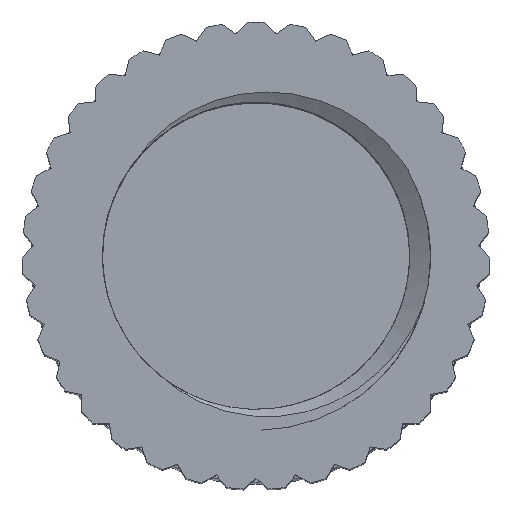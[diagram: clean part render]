
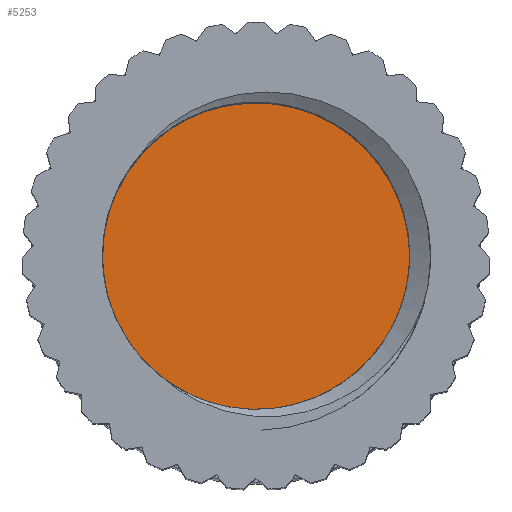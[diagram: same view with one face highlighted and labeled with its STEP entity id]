
A CAD part, top view. The second image highlights one B-rep face of the part: STEP entity #5253.
In plain terms, the highlighted planar face has unit normal (0, 0, 1).
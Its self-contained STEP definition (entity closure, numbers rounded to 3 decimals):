
#265 = EDGE_LOOP ( 'NONE', ( #2132, #1045 ) ) ;
#268 = PLANE ( 'NONE',  #5285 ) ;
#1045 = ORIENTED_EDGE ( 'NONE', *, *, #2439, .T. ) ;
#1288 = DIRECTION ( 'NONE',  ( 0., 0., 1. ) ) ;
#1379 = CIRCLE ( 'NONE', #3681, 3.175 ) ;
#1729 = CIRCLE ( 'NONE', #2670, 3.175 ) ;
#1847 = DIRECTION ( 'NONE',  ( 1., 0., 0. ) ) ;
#2107 = VERTEX_POINT ( 'NONE', #2493 ) ;
#2132 = ORIENTED_EDGE ( 'NONE', *, *, #4968, .T. ) ;
#2439 = EDGE_CURVE ( 'NONE', #2107, #6148, #1379, .T. ) ;
#2493 = CARTESIAN_POINT ( 'NONE',  ( -3.175, 0., -10. ) ) ;
#2666 = FACE_OUTER_BOUND ( 'NONE', #265, .T. ) ;
#2670 = AXIS2_PLACEMENT_3D ( 'NONE', #4331, #6382, #1847 ) ;
#3525 = CARTESIAN_POINT ( 'NONE',  ( 3.175, 0., -10. ) ) ;
#3678 = CARTESIAN_POINT ( 'NONE',  ( 0., 0., -10. ) ) ;
#3681 = AXIS2_PLACEMENT_3D ( 'NONE', #5378, #1288, #5316 ) ;
#4331 = CARTESIAN_POINT ( 'NONE',  ( 0., 0., -10. ) ) ;
#4665 = DIRECTION ( 'NONE',  ( 1., 0., 0. ) ) ;
#4968 = EDGE_CURVE ( 'NONE', #6148, #2107, #1729, .T. ) ;
#5253 = ADVANCED_FACE ( 'NONE', ( #2666 ), #268, .T. ) ;
#5285 = AXIS2_PLACEMENT_3D ( 'NONE', #3678, #5685, #4665 ) ;
#5316 = DIRECTION ( 'NONE',  ( 1., 0., 0. ) ) ;
#5378 = CARTESIAN_POINT ( 'NONE',  ( 0., 0., -10. ) ) ;
#5685 = DIRECTION ( 'NONE',  ( 0., 0., 1. ) ) ;
#6148 = VERTEX_POINT ( 'NONE', #3525 ) ;
#6382 = DIRECTION ( 'NONE',  ( 0., 0., 1. ) ) ;
